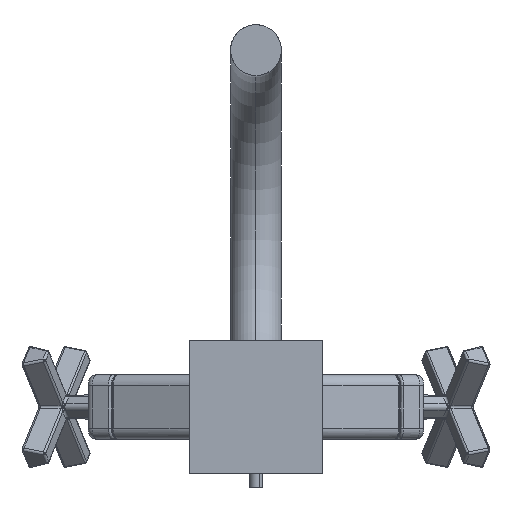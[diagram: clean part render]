
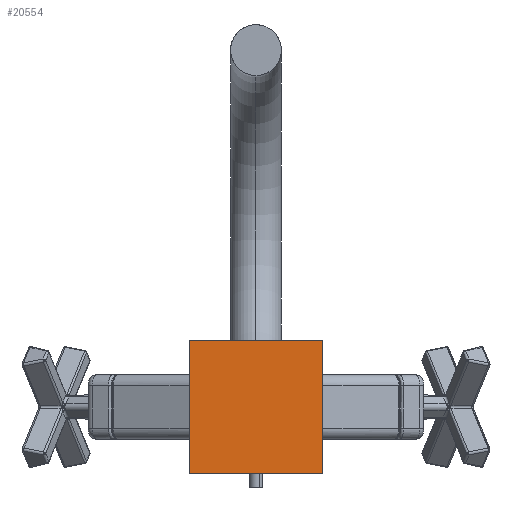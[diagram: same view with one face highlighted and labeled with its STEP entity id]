
A CAD part, front view. The second image highlights one B-rep face of the part: STEP entity #20554.
In plain terms, the highlighted planar face has unit normal (0, -1, 0).
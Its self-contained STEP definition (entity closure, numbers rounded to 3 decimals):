
#351 = CARTESIAN_POINT ( 'NONE',  ( -30., 0., -30. ) ) ;
#494 = CARTESIAN_POINT ( 'NONE',  ( -30., 0., 29. ) ) ;
#579 = ORIENTED_EDGE ( 'NONE', *, *, #17094, .T. ) ;
#919 = AXIS2_PLACEMENT_3D ( 'NONE', #21292, #9688, #23257 ) ;
#998 = LINE ( 'NONE', #351, #3772 ) ;
#1119 = AXIS2_PLACEMENT_3D ( 'NONE', #22674, #11154, #24717 ) ;
#1180 = CARTESIAN_POINT ( 'NONE',  ( -30., 0., 30. ) ) ;
#1321 = ORIENTED_EDGE ( 'NONE', *, *, #13270, .T. ) ;
#1448 = ORIENTED_EDGE ( 'NONE', *, *, #24364, .T. ) ;
#2901 = VERTEX_POINT ( 'NONE', #8062 ) ;
#3118 = DIRECTION ( 'NONE',  ( 0., 0., -1. ) ) ;
#3195 = VERTEX_POINT ( 'NONE', #9528 ) ;
#3259 = VERTEX_POINT ( 'NONE', #11549 ) ;
#3731 = LINE ( 'NONE', #1180, #22521 ) ;
#3772 = VECTOR ( 'NONE', #24664, 1000. ) ;
#3992 = VECTOR ( 'NONE', #21806, 1000. ) ;
#4017 = EDGE_CURVE ( 'NONE', #3195, #4707, #16742, .T. ) ;
#4525 = EDGE_CURVE ( 'NONE', #4707, #17359, #998, .T. ) ;
#4608 = LINE ( 'NONE', #23179, #3992 ) ;
#4707 = VERTEX_POINT ( 'NONE', #24472 ) ;
#4821 = ORIENTED_EDGE ( 'NONE', *, *, #23551, .T. ) ;
#5355 = VERTEX_POINT ( 'NONE', #7940 ) ;
#5745 = CIRCLE ( 'NONE', #919, 1. ) ;
#5809 = DIRECTION ( 'NONE',  ( 0., -1., 0. ) ) ;
#7940 = CARTESIAN_POINT ( 'NONE',  ( 30., 0., 29. ) ) ;
#7950 = VERTEX_POINT ( 'NONE', #20475 ) ;
#8032 = DIRECTION ( 'NONE',  ( -1., 0., 0. ) ) ;
#8062 = CARTESIAN_POINT ( 'NONE',  ( -29., 0., 30. ) ) ;
#8126 = CARTESIAN_POINT ( 'NONE',  ( 29., 0., 29. ) ) ;
#9528 = CARTESIAN_POINT ( 'NONE',  ( -30., 0., -29. ) ) ;
#9688 = DIRECTION ( 'NONE',  ( 0., -1., 0. ) ) ;
#9860 = CIRCLE ( 'NONE', #11915, 1. ) ;
#10074 = DIRECTION ( 'NONE',  ( 1., 0., 0. ) ) ;
#11151 = CARTESIAN_POINT ( 'NONE',  ( -29., 0., -29. ) ) ;
#11154 = DIRECTION ( 'NONE',  ( 0., 1., 0. ) ) ;
#11178 = DIRECTION ( 'NONE',  ( 0., -1., 0. ) ) ;
#11549 = CARTESIAN_POINT ( 'NONE',  ( 30., 0., -29. ) ) ;
#11605 = FACE_OUTER_BOUND ( 'NONE', #22061, .T. ) ;
#11915 = AXIS2_PLACEMENT_3D ( 'NONE', #8126, #21677, #10074 ) ;
#12148 = CIRCLE ( 'NONE', #17520, 1. ) ;
#12180 = LINE ( 'NONE', #19622, #13844 ) ;
#12211 = EDGE_CURVE ( 'NONE', #7950, #2901, #12180, .T. ) ;
#13270 = EDGE_CURVE ( 'NONE', #2901, #16100, #5745, .T. ) ;
#13844 = VECTOR ( 'NONE', #8032, 1000. ) ;
#14707 = ORIENTED_EDGE ( 'NONE', *, *, #20417, .T. ) ;
#16100 = VERTEX_POINT ( 'NONE', #494 ) ;
#16499 = CARTESIAN_POINT ( 'NONE',  ( 29., 0., -30. ) ) ;
#16742 = CIRCLE ( 'NONE', #22472, 1. ) ;
#17094 = EDGE_CURVE ( 'NONE', #5355, #7950, #9860, .T. ) ;
#17359 = VERTEX_POINT ( 'NONE', #16499 ) ;
#17520 = AXIS2_PLACEMENT_3D ( 'NONE', #22787, #11178, #24741 ) ;
#19309 = ORIENTED_EDGE ( 'NONE', *, *, #12211, .T. ) ;
#19471 = ORIENTED_EDGE ( 'NONE', *, *, #4017, .T. ) ;
#19601 = DIRECTION ( 'NONE',  ( 1., 0., 0. ) ) ;
#19622 = CARTESIAN_POINT ( 'NONE',  ( 30., 0., 30. ) ) ;
#20297 = ORIENTED_EDGE ( 'NONE', *, *, #4525, .T. ) ;
#20417 = EDGE_CURVE ( 'NONE', #16100, #3195, #3731, .T. ) ;
#20475 = CARTESIAN_POINT ( 'NONE',  ( 29., 0., 30. ) ) ;
#20554 = ADVANCED_FACE ( 'NONE', ( #11605 ), #24628, .F. ) ;
#21292 = CARTESIAN_POINT ( 'NONE',  ( -29., 0., 29. ) ) ;
#21677 = DIRECTION ( 'NONE',  ( 0., -1., 0. ) ) ;
#21806 = DIRECTION ( 'NONE',  ( 0., 0., 1. ) ) ;
#22061 = EDGE_LOOP ( 'NONE', ( #579, #19309, #1321, #14707, #19471, #20297, #1448, #4821 ) ) ;
#22472 = AXIS2_PLACEMENT_3D ( 'NONE', #11151, #5809, #19601 ) ;
#22521 = VECTOR ( 'NONE', #3118, 1000. ) ;
#22674 = CARTESIAN_POINT ( 'NONE',  ( 0., 0., 0. ) ) ;
#22787 = CARTESIAN_POINT ( 'NONE',  ( 29., 0., -29. ) ) ;
#23179 = CARTESIAN_POINT ( 'NONE',  ( 30., 0., -30. ) ) ;
#23257 = DIRECTION ( 'NONE',  ( 1., 0., 0. ) ) ;
#23551 = EDGE_CURVE ( 'NONE', #3259, #5355, #4608, .T. ) ;
#24364 = EDGE_CURVE ( 'NONE', #17359, #3259, #12148, .T. ) ;
#24472 = CARTESIAN_POINT ( 'NONE',  ( -29., 0., -30. ) ) ;
#24628 = PLANE ( 'NONE',  #1119 ) ;
#24664 = DIRECTION ( 'NONE',  ( 1., 0., 0. ) ) ;
#24717 = DIRECTION ( 'NONE',  ( 1., 0., 0. ) ) ;
#24741 = DIRECTION ( 'NONE',  ( 1., 0., 0. ) ) ;
